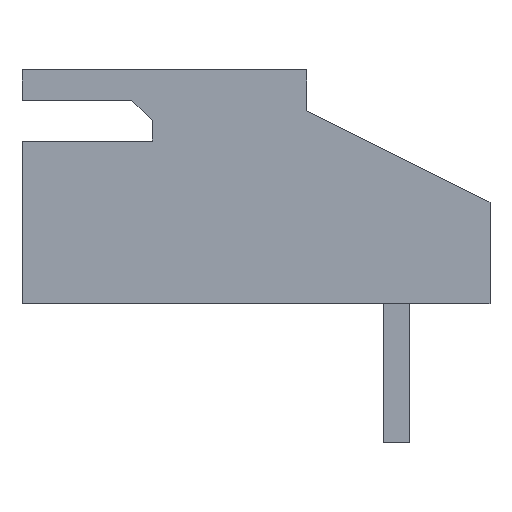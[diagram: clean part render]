
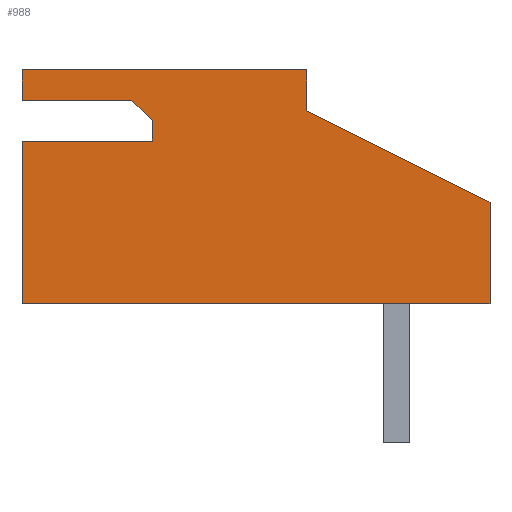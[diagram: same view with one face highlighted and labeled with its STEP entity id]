
A CAD part, left-side view. The second image highlights one B-rep face of the part: STEP entity #988.
In plain terms, the highlighted planar face has unit normal (-1, 0, 0).
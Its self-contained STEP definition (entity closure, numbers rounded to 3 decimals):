
#70=FACE_OUTER_BOUND('',#122,.T.);
#122=EDGE_LOOP('',(#727,#728,#729,#730,#731,#732,#733,#734,#735,#736,#737));
#172=LINE('',#1393,#302);
#177=LINE('',#1403,#307);
#192=LINE('',#1435,#322);
#203=LINE('',#1459,#333);
#210=LINE('',#1473,#340);
#213=LINE('',#1479,#343);
#216=LINE('',#1484,#346);
#217=LINE('',#1486,#347);
#218=LINE('',#1488,#348);
#219=LINE('',#1489,#349);
#220=LINE('',#1490,#350);
#302=VECTOR('',#1134,10.);
#307=VECTOR('',#1143,10.);
#322=VECTOR('',#1166,10.);
#333=VECTOR('',#1185,10.);
#340=VECTOR('',#1196,10.);
#343=VECTOR('',#1201,10.);
#346=VECTOR('',#1206,10.);
#347=VECTOR('',#1207,10.);
#348=VECTOR('',#1208,10.);
#349=VECTOR('',#1209,10.);
#350=VECTOR('',#1210,10.);
#427=VERTEX_POINT('',#1390);
#428=VERTEX_POINT('',#1392);
#431=VERTEX_POINT('',#1402);
#443=VERTEX_POINT('',#1432);
#444=VERTEX_POINT('',#1434);
#452=VERTEX_POINT('',#1457);
#453=VERTEX_POINT('',#1458);
#458=VERTEX_POINT('',#1472);
#460=VERTEX_POINT('',#1478);
#462=VERTEX_POINT('',#1485);
#463=VERTEX_POINT('',#1487);
#524=EDGE_CURVE('',#428,#427,#172,.T.);
#529=EDGE_CURVE('',#431,#428,#177,.T.);
#544=EDGE_CURVE('',#444,#443,#192,.T.);
#555=EDGE_CURVE('',#452,#453,#203,.T.);
#562=EDGE_CURVE('',#453,#458,#210,.T.);
#565=EDGE_CURVE('',#460,#452,#213,.T.);
#568=EDGE_CURVE('',#427,#460,#216,.T.);
#569=EDGE_CURVE('',#458,#462,#217,.T.);
#570=EDGE_CURVE('',#462,#463,#218,.T.);
#571=EDGE_CURVE('',#463,#444,#219,.T.);
#572=EDGE_CURVE('',#443,#431,#220,.T.);
#727=ORIENTED_EDGE('',*,*,#568,.T.);
#728=ORIENTED_EDGE('',*,*,#565,.T.);
#729=ORIENTED_EDGE('',*,*,#555,.T.);
#730=ORIENTED_EDGE('',*,*,#562,.T.);
#731=ORIENTED_EDGE('',*,*,#569,.T.);
#732=ORIENTED_EDGE('',*,*,#570,.T.);
#733=ORIENTED_EDGE('',*,*,#571,.T.);
#734=ORIENTED_EDGE('',*,*,#544,.T.);
#735=ORIENTED_EDGE('',*,*,#572,.T.);
#736=ORIENTED_EDGE('',*,*,#529,.T.);
#737=ORIENTED_EDGE('',*,*,#524,.T.);
#940=PLANE('',#1062);
#988=ADVANCED_FACE('',(#70),#940,.T.);
#1062=AXIS2_PLACEMENT_3D('',#1483,#1204,#1205);
#1134=DIRECTION('',(0.,0.,-1.));
#1143=DIRECTION('',(0.,1.,0.));
#1166=DIRECTION('',(0.,0.894,0.447));
#1185=DIRECTION('',(0.,0.,-1.));
#1196=DIRECTION('',(0.,1.,0.));
#1201=DIRECTION('',(0.,-0.707,-0.707));
#1204=DIRECTION('center_axis',(-1.,0.,0.));
#1205=DIRECTION('ref_axis',(0.,0.,1.));
#1206=DIRECTION('',(0.,-1.,0.));
#1207=DIRECTION('',(0.,0.,-1.));
#1208=DIRECTION('',(0.,-1.,0.));
#1209=DIRECTION('',(0.,0.,1.));
#1210=DIRECTION('',(0.,0.,1.));
#1390=CARTESIAN_POINT('',(-3.75,0.,5.));
#1392=CARTESIAN_POINT('',(-3.75,0.,5.75));
#1393=CARTESIAN_POINT('',(-3.75,0.,0.));
#1402=CARTESIAN_POINT('',(-3.75,-7.,5.75));
#1403=CARTESIAN_POINT('',(-3.75,0.,5.75));
#1432=CARTESIAN_POINT('',(-3.75,-7.,4.75));
#1434=CARTESIAN_POINT('',(-3.75,-11.5,2.5));
#1435=CARTESIAN_POINT('',(-3.75,-7.,4.75));
#1457=CARTESIAN_POINT('',(-3.75,-3.2,4.5));
#1458=CARTESIAN_POINT('',(-3.75,-3.2,4.));
#1459=CARTESIAN_POINT('',(-3.75,-3.2,3.522));
#1472=CARTESIAN_POINT('',(-3.75,0.,4.));
#1473=CARTESIAN_POINT('',(-3.75,-4.237,4.));
#1478=CARTESIAN_POINT('',(-3.75,-2.7,5.));
#1479=CARTESIAN_POINT('',(-3.75,-3.958,3.742));
#1483=CARTESIAN_POINT('Origin',(-3.75,-5.275,2.544));
#1484=CARTESIAN_POINT('',(-3.75,-2.637,5.));
#1485=CARTESIAN_POINT('',(-3.75,0.,0.));
#1486=CARTESIAN_POINT('',(-3.75,0.,0.));
#1487=CARTESIAN_POINT('',(-3.75,-11.5,0.));
#1488=CARTESIAN_POINT('',(-3.75,-11.5,0.));
#1489=CARTESIAN_POINT('',(-3.75,-11.5,2.5));
#1490=CARTESIAN_POINT('',(-3.75,-7.,5.75));
